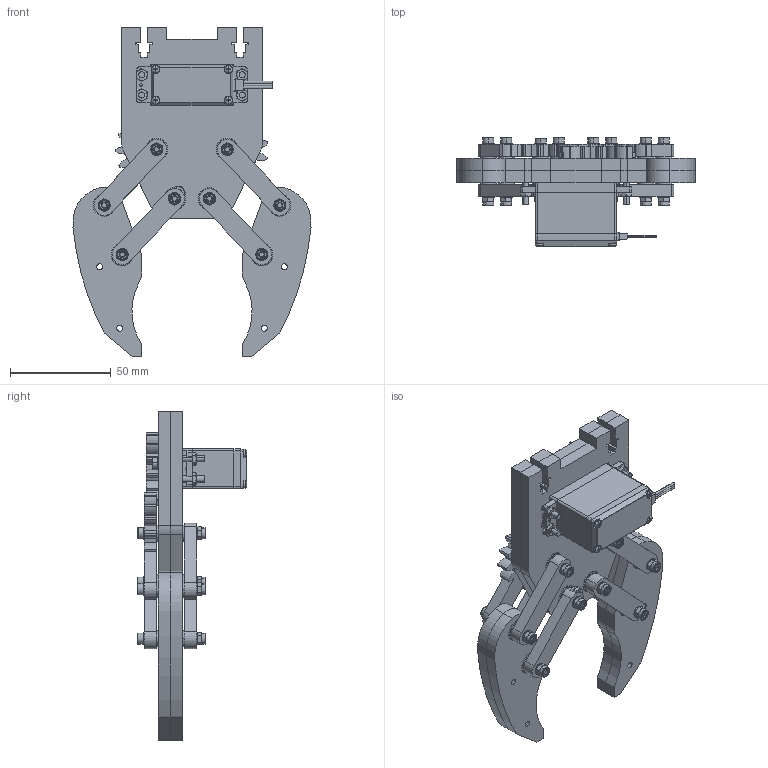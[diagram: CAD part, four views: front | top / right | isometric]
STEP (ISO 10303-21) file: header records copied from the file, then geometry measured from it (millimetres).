
FILE_DESCRIPTION (( 'STEP AP203' ), '1' );
FILE_NAME ('Gripper 1.1.STEP', '2020-01-18T02:45:37', ( '' ), ( '' ), 'SwSTEP 2.0', 'SolidWorks 2019', '' );
FILE_SCHEMA (( 'CONFIG_CONTROL_DESIGN' ));
Length unit declared in the file: millimetre
Products named in the file (26): Bearing Spacer; 2.25m 16t; Link; hex thin nut chamfered gradeab_din_Hexagon Thin Nut ISO 4035 - M3 - N; pan head cross recess screw_din_DIN EN ISO 7045 - M3 x 20 - Z - 20N; TOWER PRO MG-995, ANALOG SERVO, BODY, TOP.STEP.STEP; plain washer small grade a_din_Washer DIN 433 - 3.2; TOWER PRO MG-995, ANALOG SERVO, BODY, BOTTOM.STEP.STEP; pan cross head_am_B18.6.7M - M2 x 0.4 x 3 Type I Cross Recessed PHMS --3N.STEP.STEP; radial ball bearing_68_skf_SKF - 618-5 - 10,SI,NC,10_68; TOWER PRO MG-995, ANALOG SERVO, CONNECTOR.STEP.STEP; TOWER PRO MG-995, ANALOG SERVO, BODY, MIDDLE.STEP.STEP; base 2; Jaw; Gripper 1.1; TOWER PRO MG-995, ANALOG SERVO, HORN.STEP.STEP; TOWER PRO MG-995, ANALOG SERVO, SHAFT.STEP.STEP; base; 2.25m 14t; socket head cap screw_din_DIN 912 M3 x 30 --- 18N; NUT-NYLOC-ZP_M3-NUT-NYLOC-SS; 2.25m 16t - Copy; TOWER PRO MG-995, ANALOG SERVO.STEP; TOWER PRO MG-995, ANALOG SERVO; TOWER PRO MG-995, ANALOG SERVO.STEP.STEP; Jaw 2
Assembly tree (102 placements, depth 5):
  Gripper 1.1
    base
    2.25m 14t
    2.25m 16t
    2.25m 16t - Copy
    TOWER PRO MG-995, ANALOG SERVO
      TOWER PRO MG-995, ANALOG SERVO.STEP
        TOWER PRO MG-995, ANALOG SERVO.STEP.STEP
          TOWER PRO MG-995, ANALOG SERVO, BODY, TOP.STEP.STEP
          TOWER PRO MG-995, ANALOG SERVO, BODY, MIDDLE.STEP.STEP
          TOWER PRO MG-995, ANALOG SERVO, BODY, BOTTOM.STEP.STEP
          TOWER PRO MG-995, ANALOG SERVO, CONNECTOR.STEP.STEP
          TOWER PRO MG-995, ANALOG SERVO, SHAFT.STEP.STEP
          TOWER PRO MG-995, ANALOG SERVO, HORN.STEP.STEP
          pan cross head_am_B18.6.7M - M2 x 0.4 x 3 Type I Cross Recessed PHMS --3N.STEP.STEP  x4
    pan head cross recess screw_din_DIN EN ISO 7045 - M3 x 20 - Z - 20N  x4
    Link  x6
    base 2
    radial ball bearing_68_skf_SKF - 618-5 - 10,SI,NC,10_68  x16
    Bearing Spacer  x16
    Jaw  x2
    Jaw 2  x2
    plain washer small grade a_din_Washer DIN 433 - 3.2  x17
    socket head cap screw_din_DIN 912 M3 x 30 --- 18N  x8
    NUT-NYLOC-ZP_M3-NUT-NYLOC-SS  x9
    hex thin nut chamfered gradeab_din_Hexagon Thin Nut ISO 4035 - M3 - N  x4
Bounding box: 117.98 x 54.48 x 163.39 mm (x, y, z)
Volume: 160101.7 mm3; surface area: 98829.4 mm2
Topology: 101 solids, 101 shells, 2639 faces, 6203 edges, 3858 vertices
Faces by surface type: cylinder 1040, plane 995, cone 302, torus 270, bspline 16, sphere 16
Entity records: 42480 total; most frequent: CARTESIAN_POINT 7314, DIRECTION 6713, ORIENTED_EDGE 6196, EDGE_CURVE 3098, AXIS2_PLACEMENT_3D 2560, VERTEX_POINT 2005, LINE 1593, VECTOR 1593
